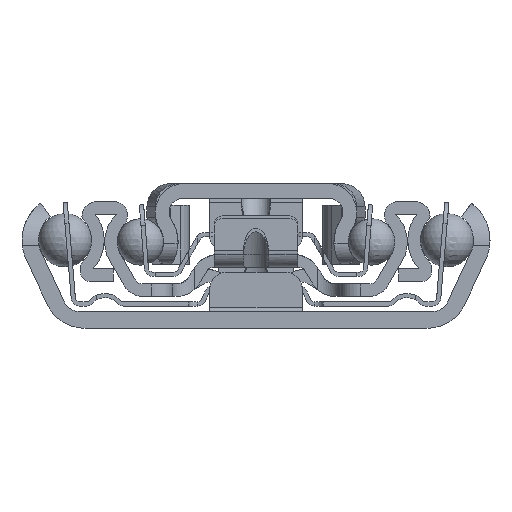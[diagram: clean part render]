
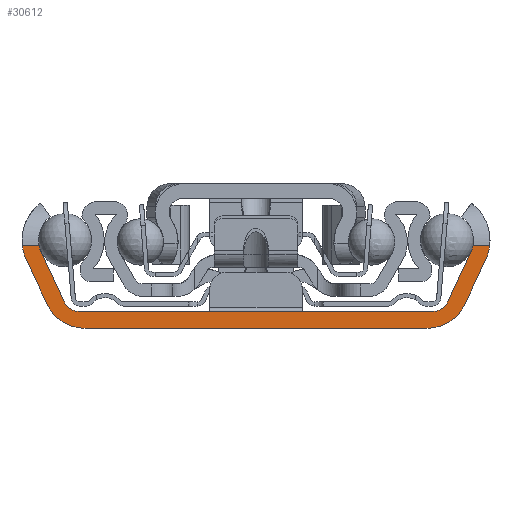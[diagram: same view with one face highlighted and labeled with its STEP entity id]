
A CAD part, left-side view. The second image highlights one B-rep face of the part: STEP entity #30612.
In plain terms, the highlighted planar face has unit normal (-1, 0, 0).
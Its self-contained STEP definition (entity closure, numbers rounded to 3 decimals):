
#542=PLANE('',#32690);
#1678=FACE_OUTER_BOUND('',#3292,.T.);
#3292=EDGE_LOOP('',(#21039,#21040,#21041,#21042,#21043,#21044,#21045,#21046,
#21047,#21048,#21049,#21050,#21051,#21052,#21053,#21054));
#4932=LINE('',#45476,#7829);
#5085=LINE('',#46762,#7982);
#5086=LINE('',#46777,#7983);
#5091=LINE('',#46790,#7988);
#5093=LINE('',#46797,#7990);
#5096=LINE('',#46806,#7993);
#5098=LINE('',#46813,#7995);
#5101=LINE('',#46820,#7998);
#7829=VECTOR('',#35785,10.);
#7982=VECTOR('',#36402,10.);
#7983=VECTOR('',#36407,10.);
#7988=VECTOR('',#36424,10.);
#7990=VECTOR('',#36432,10.);
#7993=VECTOR('',#36445,10.);
#7995=VECTOR('',#36453,10.);
#7998=VECTOR('',#36462,10.);
#10836=CIRCLE('',#32655,5.475);
#10845=CIRCLE('',#32666,3.5);
#10846=CIRCLE('',#32674,5.);
#10847=CIRCLE('',#32677,3.5);
#10848=CIRCLE('',#32680,2.);
#10849=CIRCLE('',#32682,2.);
#10850=CIRCLE('',#32685,5.475);
#10851=CIRCLE('',#32688,5.);
#12354=VERTEX_POINT('',#45474);
#12355=VERTEX_POINT('',#45475);
#12565=VERTEX_POINT('',#46686);
#12566=VERTEX_POINT('',#46701);
#12578=VERTEX_POINT('',#46731);
#12579=VERTEX_POINT('',#46742);
#12580=VERTEX_POINT('',#46746);
#12582=VERTEX_POINT('',#46765);
#12584=VERTEX_POINT('',#46784);
#12585=VERTEX_POINT('',#46785);
#12586=VERTEX_POINT('',#46792);
#12587=VERTEX_POINT('',#46796);
#12588=VERTEX_POINT('',#46802);
#12589=VERTEX_POINT('',#46808);
#12590=VERTEX_POINT('',#46812);
#12591=VERTEX_POINT('',#46816);
#15525=EDGE_CURVE('',#12354,#12355,#4932,.T.);
#15846=EDGE_CURVE('',#12565,#12566,#10836,.T.);
#15863=EDGE_CURVE('',#12578,#12579,#10845,.T.);
#15866=EDGE_CURVE('',#12580,#12578,#5085,.T.);
#15869=EDGE_CURVE('',#12582,#12565,#5086,.T.);
#15873=EDGE_CURVE('',#12584,#12585,#10846,.T.);
#15876=EDGE_CURVE('',#12566,#12584,#5091,.T.);
#15878=EDGE_CURVE('',#12586,#12582,#10847,.T.);
#15879=EDGE_CURVE('',#12587,#12586,#5093,.T.);
#15881=EDGE_CURVE('',#12355,#12587,#10848,.T.);
#15882=EDGE_CURVE('',#12588,#12354,#10849,.T.);
#15884=EDGE_CURVE('',#12579,#12588,#5096,.T.);
#15886=EDGE_CURVE('',#12589,#12580,#10850,.T.);
#15887=EDGE_CURVE('',#12590,#12589,#5098,.T.);
#15889=EDGE_CURVE('',#12591,#12590,#10851,.T.);
#15891=EDGE_CURVE('',#12585,#12591,#5101,.T.);
#21039=ORIENTED_EDGE('',*,*,#15869,.F.);
#21040=ORIENTED_EDGE('',*,*,#15878,.F.);
#21041=ORIENTED_EDGE('',*,*,#15879,.F.);
#21042=ORIENTED_EDGE('',*,*,#15881,.F.);
#21043=ORIENTED_EDGE('',*,*,#15525,.F.);
#21044=ORIENTED_EDGE('',*,*,#15882,.F.);
#21045=ORIENTED_EDGE('',*,*,#15884,.F.);
#21046=ORIENTED_EDGE('',*,*,#15863,.F.);
#21047=ORIENTED_EDGE('',*,*,#15866,.F.);
#21048=ORIENTED_EDGE('',*,*,#15886,.F.);
#21049=ORIENTED_EDGE('',*,*,#15887,.F.);
#21050=ORIENTED_EDGE('',*,*,#15889,.F.);
#21051=ORIENTED_EDGE('',*,*,#15891,.F.);
#21052=ORIENTED_EDGE('',*,*,#15873,.F.);
#21053=ORIENTED_EDGE('',*,*,#15876,.F.);
#21054=ORIENTED_EDGE('',*,*,#15846,.F.);
#30612=ADVANCED_FACE('',(#1678),#542,.F.);
#32655=AXIS2_PLACEMENT_3D('',#46702,#36368,#36369);
#32666=AXIS2_PLACEMENT_3D('',#46743,#36397,#36398);
#32674=AXIS2_PLACEMENT_3D('',#46786,#36418,#36419);
#32677=AXIS2_PLACEMENT_3D('',#46794,#36428,#36429);
#32680=AXIS2_PLACEMENT_3D('',#46800,#36436,#36437);
#32682=AXIS2_PLACEMENT_3D('',#46803,#36440,#36441);
#32685=AXIS2_PLACEMENT_3D('',#46810,#36449,#36450);
#32688=AXIS2_PLACEMENT_3D('',#46817,#36457,#36458);
#32690=AXIS2_PLACEMENT_3D('',#46821,#36463,#36464);
#35785=DIRECTION('',(0.,-1.,0.));
#36368=DIRECTION('center_axis',(1.,0.,0.));
#36369=DIRECTION('ref_axis',(0.,-0.595,0.804));
#36397=DIRECTION('center_axis',(-1.,0.,0.));
#36398=DIRECTION('ref_axis',(0.,-0.906,0.423));
#36402=DIRECTION('',(0.,-1.,0.));
#36407=DIRECTION('',(0.,-1.,0.));
#36418=DIRECTION('center_axis',(1.,0.,0.));
#36419=DIRECTION('ref_axis',(0.,-0.906,-0.423));
#36424=DIRECTION('',(0.,0.423,-0.906));
#36428=DIRECTION('center_axis',(-1.,0.,0.));
#36429=DIRECTION('ref_axis',(0.,0.593,-0.805));
#36432=DIRECTION('',(0.,-0.423,0.906));
#36436=DIRECTION('center_axis',(-1.,0.,0.));
#36437=DIRECTION('ref_axis',(0.,0.906,0.423));
#36440=DIRECTION('center_axis',(-1.,0.,0.));
#36441=DIRECTION('ref_axis',(0.,0.,1.));
#36445=DIRECTION('',(0.,-0.423,-0.906));
#36449=DIRECTION('center_axis',(1.,0.,0.));
#36450=DIRECTION('ref_axis',(0.,0.906,-0.423));
#36453=DIRECTION('',(0.,0.423,0.906));
#36457=DIRECTION('center_axis',(1.,0.,0.));
#36458=DIRECTION('ref_axis',(0.,0.,-1.));
#36462=DIRECTION('',(0.,1.,0.));
#36463=DIRECTION('center_axis',(1.,0.,0.));
#36464=DIRECTION('ref_axis',(0.,0.,-1.));
#45474=CARTESIAN_POINT('',(0.,21.049,2.));
#45475=CARTESIAN_POINT('',(0.,-21.049,2.));
#45476=CARTESIAN_POINT('',(0.,21.049,2.));
#46686=CARTESIAN_POINT('',(0.,-27.867,9.9));
#46701=CARTESIAN_POINT('',(0.,-27.387,8.186));
#46702=CARTESIAN_POINT('Origin',(0.,-22.425,10.5));
#46731=CARTESIAN_POINT('',(0.,25.873,9.9));
#46742=CARTESIAN_POINT('',(0.,25.597,9.021));
#46743=CARTESIAN_POINT('Origin',(0.,22.425,10.5));
#46746=CARTESIAN_POINT('',(0.,27.867,9.9));
#46762=CARTESIAN_POINT('',(0.,0.,9.9));
#46765=CARTESIAN_POINT('',(0.,-25.873,9.9));
#46777=CARTESIAN_POINT('',(0.,0.,9.9));
#46784=CARTESIAN_POINT('',(0.,-24.916,2.887));
#46785=CARTESIAN_POINT('',(0.,-20.384,0.));
#46786=CARTESIAN_POINT('Origin',(0.,-20.384,5.));
#46790=CARTESIAN_POINT('',(0.,-27.387,8.186));
#46792=CARTESIAN_POINT('',(0.,-25.597,9.021));
#46794=CARTESIAN_POINT('Origin',(0.,-22.425,10.5));
#46796=CARTESIAN_POINT('',(0.,-22.862,3.155));
#46797=CARTESIAN_POINT('',(0.,-22.862,3.155));
#46800=CARTESIAN_POINT('Origin',(0.,-21.049,4.));
#46802=CARTESIAN_POINT('',(0.,22.862,3.155));
#46803=CARTESIAN_POINT('Origin',(0.,21.049,4.));
#46806=CARTESIAN_POINT('',(0.,25.597,9.021));
#46808=CARTESIAN_POINT('',(0.,27.387,8.186));
#46810=CARTESIAN_POINT('Origin',(0.,22.425,10.5));
#46812=CARTESIAN_POINT('',(0.,24.916,2.887));
#46813=CARTESIAN_POINT('',(0.,24.916,2.887));
#46816=CARTESIAN_POINT('',(0.,20.384,0.));
#46817=CARTESIAN_POINT('Origin',(0.,20.384,5.));
#46820=CARTESIAN_POINT('',(0.,0.,0.));
#46821=CARTESIAN_POINT('Origin',(0.,0.,3.622));
